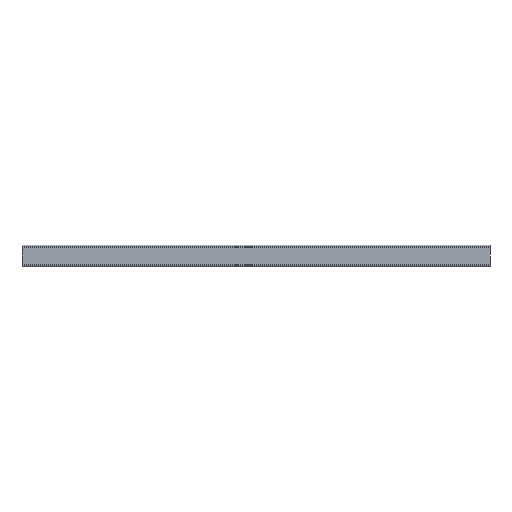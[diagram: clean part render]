
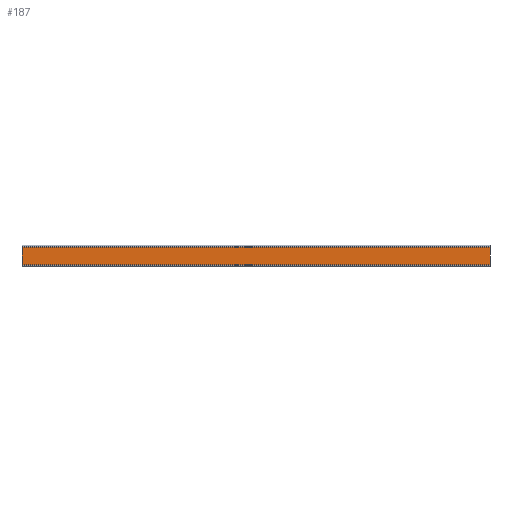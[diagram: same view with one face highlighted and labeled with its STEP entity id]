
A CAD part, top view. The second image highlights one B-rep face of the part: STEP entity #187.
In plain terms, the highlighted planar face has unit normal (0, 0, 1).
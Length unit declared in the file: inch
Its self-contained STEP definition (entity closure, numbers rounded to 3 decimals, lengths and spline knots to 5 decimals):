
#187=ADVANCED_FACE('',(#251),#211,.F.);
#211=PLANE('',#946);
#251=FACE_OUTER_BOUND('',#291,.T.);
#291=EDGE_LOOP('',(#439,#440,#441,#442));
#439=ORIENTED_EDGE('',*,*,#708,.T.);
#440=ORIENTED_EDGE('',*,*,#709,.F.);
#441=ORIENTED_EDGE('',*,*,#710,.F.);
#442=ORIENTED_EDGE('',*,*,#706,.T.);
#595=VERTEX_POINT('',#1393);
#596=VERTEX_POINT('',#1395);
#597=VERTEX_POINT('',#1399);
#598=VERTEX_POINT('',#1401);
#706=EDGE_CURVE('',#596,#595,#788,.T.);
#708=EDGE_CURVE('',#595,#597,#790,.T.);
#709=EDGE_CURVE('',#598,#597,#791,.T.);
#710=EDGE_CURVE('',#596,#598,#792,.T.);
#788=LINE('',#1394,#870);
#790=LINE('',#1398,#872);
#791=LINE('',#1400,#873);
#792=LINE('',#1402,#874);
#870=VECTOR('',#1161,1.);
#872=VECTOR('',#1165,1.);
#873=VECTOR('',#1166,1.);
#874=VECTOR('',#1167,1.);
#946=AXIS2_PLACEMENT_3D('',#1403,#1168,#1169);
#1161=DIRECTION('',(-1.,0.,0.));
#1165=DIRECTION('',(0.,-1.,0.));
#1166=DIRECTION('',(-1.,0.,0.));
#1167=DIRECTION('',(0.,-1.,0.));
#1168=DIRECTION('',(0.,0.,-1.));
#1169=DIRECTION('',(-1.,0.,0.));
#1393=CARTESIAN_POINT('',(0.,1.58967,0.065));
#1394=CARTESIAN_POINT('',(72.,1.58967,0.065));
#1395=CARTESIAN_POINT('',(72.,1.58967,0.065));
#1398=CARTESIAN_POINT('',(0.,1.58967,0.065));
#1399=CARTESIAN_POINT('',(0.,-1.58967,0.065));
#1400=CARTESIAN_POINT('',(72.,-1.58967,0.065));
#1401=CARTESIAN_POINT('',(72.,-1.58967,0.065));
#1402=CARTESIAN_POINT('',(72.,1.58967,0.065));
#1403=CARTESIAN_POINT('',(72.,1.58967,0.065));
